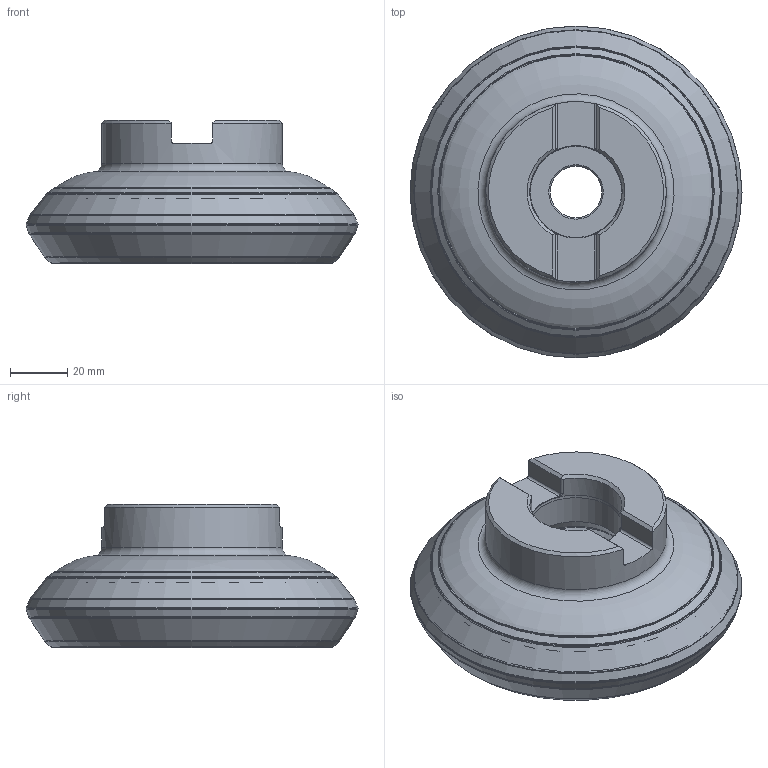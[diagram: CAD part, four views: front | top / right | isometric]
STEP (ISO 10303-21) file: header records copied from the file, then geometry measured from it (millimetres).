
FILE_DESCRIPTION(/* description */ (''),/* implementation_level */ '2;1');
FILE_NAME(/* name */ '100A05R_S57PN13_115008831ndi000_00_SIM.stp',/* time_stamp */ '2019-12-10T11:24:57+01:00',/* author */ (''),/* organization */ (''),/* preprocessor_version */ 'ST-DEVELOPER v16.7',/* originating_system */ 'SIEMENS PLM Software NX 12.0',/* authorisation */ '');
FILE_SCHEMA (('AUTOMOTIVE_DESIGN { 1 0 10303 214 3 1 1 1 }'));
Length unit declared in the file: millimetre
Products named in the file (1): pp0758440A2Aajyf
Bounding box: 115.78 x 115.78 x 50 mm (x, y, z)
Volume: 390346.4 mm3; surface area: 55193.7 mm2
Topology: 2 solids, 2 shells, 129 faces, 278 edges, 153 vertices
Faces by surface type: revolution 69, cylinder 20, plane 16, cone 14, torus 10
Full cylindrical faces by diameter (mm): 18 x1, 32.022 x1, 32.2 x1, 45.1 x1, 63 x1, 111.82 x1
Entity records: 3535 total; most frequent: CARTESIAN_POINT 1070, DIRECTION 471, ORIENTED_EDGE 368, EDGE_LOOP 224, FACE_BOUND 190, AXIS2_PLACEMENT_3D 185, EDGE_CURVE 184, VERTEX_POINT 150
